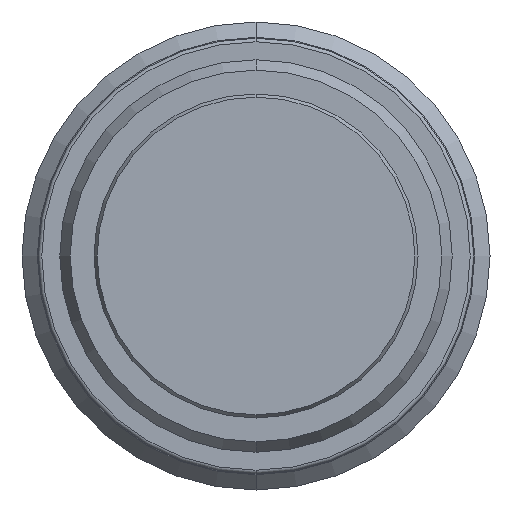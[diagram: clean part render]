
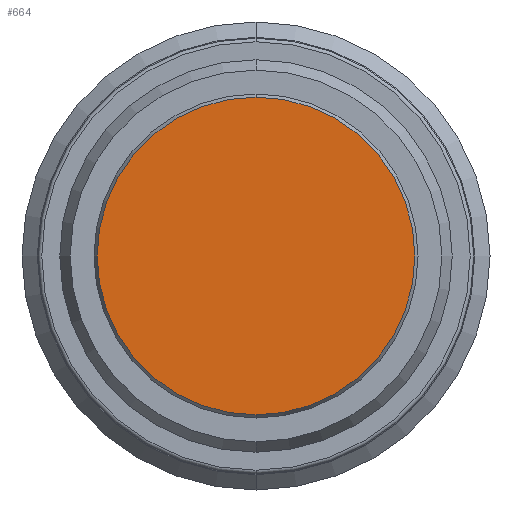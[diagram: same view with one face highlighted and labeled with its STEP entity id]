
A CAD part, front view. The second image highlights one B-rep face of the part: STEP entity #664.
In plain terms, the highlighted planar face has unit normal (0, -1, 0).
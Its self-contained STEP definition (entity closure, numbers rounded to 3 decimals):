
#503=PLANE('',#2197);
#664=ADVANCED_FACE('',(#777),#503,.T.);
#777=FACE_OUTER_BOUND('',#884,.T.);
#884=EDGE_LOOP('',(#1477,#1478));
#1477=ORIENTED_EDGE('',*,*,#1744,.F.);
#1478=ORIENTED_EDGE('',*,*,#1851,.F.);
#1562=VERTEX_POINT('',#3002);
#1563=VERTEX_POINT('',#3003);
#1744=EDGE_CURVE('',#1562,#1563,#1924,.T.);
#1851=EDGE_CURVE('',#1563,#1562,#1975,.T.);
#1924=CIRCLE('',#2101,8.827);
#1975=CIRCLE('',#2195,8.827);
#2101=AXIS2_PLACEMENT_3D('',#3001,#2491,#2492);
#2195=AXIS2_PLACEMENT_3D('',#3275,#2715,#2716);
#2197=AXIS2_PLACEMENT_3D('',#3277,#2719,#2720);
#2491=DIRECTION('',(0.,1.,0.));
#2492=DIRECTION('',(0.,0.,1.));
#2715=DIRECTION('',(0.,1.,0.));
#2716=DIRECTION('',(0.,0.,1.));
#2719=DIRECTION('',(0.,-1.,0.));
#2720=DIRECTION('',(0.,0.,1.));
#3001=CARTESIAN_POINT('',(0.,-2.5,0.));
#3002=CARTESIAN_POINT('',(0.,-2.5,8.827));
#3003=CARTESIAN_POINT('',(0.,-2.5,-8.827));
#3275=CARTESIAN_POINT('',(0.,-2.5,0.));
#3277=CARTESIAN_POINT('',(0.,-2.5,0.));
